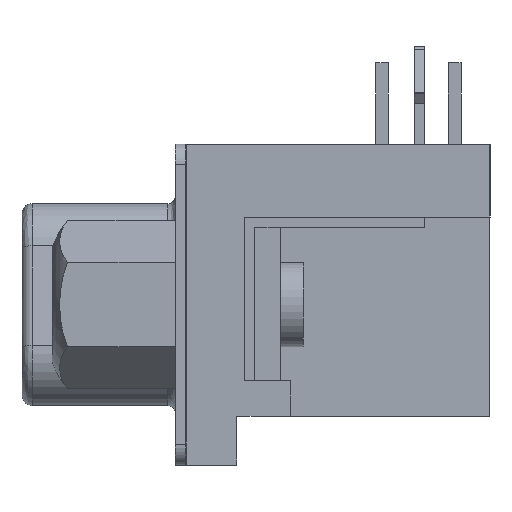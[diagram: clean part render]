
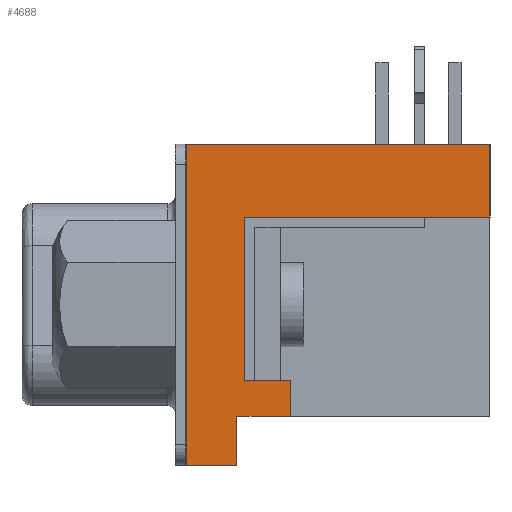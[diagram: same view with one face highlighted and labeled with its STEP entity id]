
A CAD part, left-side view. The second image highlights one B-rep face of the part: STEP entity #4688.
In plain terms, the highlighted planar face has unit normal (-1, 0, 0).
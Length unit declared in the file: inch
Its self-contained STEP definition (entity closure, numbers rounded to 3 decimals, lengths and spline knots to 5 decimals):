
#10 = EDGE_CURVE ( 'NONE', #53, #8553, #8253, .T. ) ;
#51 = VERTEX_POINT ( 'NONE', #8251 ) ;
#53 = VERTEX_POINT ( 'NONE', #8292 ) ;
#63 = EDGE_CURVE ( 'NONE', #5758, #12302, #8282, .T. ) ;
#73 = EDGE_CURVE ( 'NONE', #8553, #5704, #8325, .T. ) ;
#2810 = DIRECTION ( 'NONE',  ( 0., 0., 1. ) ) ;
#2811 = CARTESIAN_POINT ( 'NONE',  ( -0.6065, -0.4685, -0.21555 ) ) ;
#2812 = LINE ( 'NONE', #2811, #2824 ) ;
#2824 = VECTOR ( 'NONE', #2810, 39.37008 ) ;
#2851 = CARTESIAN_POINT ( 'NONE',  ( -0.6065, -0.4685, 0.13484 ) ) ;
#2885 = CARTESIAN_POINT ( 'NONE',  ( -0.6065, -0.07874, -0.17224 ) ) ;
#4217 = CARTESIAN_POINT ( 'NONE',  ( -0.6065, -0.09055, -0.11713 ) ) ;
#4686 = EDGE_LOOP ( 'NONE', ( #6798, #6795, #6790, #6808, #6805, #6482, #6484, #6491, #6486, #6507 ) ) ;
#4688 = ADVANCED_FACE ( 'NONE', ( #8426 ), #8379, .T. ) ;
#4768 = EDGE_CURVE ( 'NONE', #4776, #8529, #8611, .T. ) ;
#4776 = VERTEX_POINT ( 'NONE', #8604 ) ;
#4777 = EDGE_CURVE ( 'NONE', #12302, #4776, #8598, .T. ) ;
#5704 = VERTEX_POINT ( 'NONE', #10373 ) ;
#5727 = EDGE_CURVE ( 'NONE', #5704, #5758, #10432, .T. ) ;
#5758 = VERTEX_POINT ( 'NONE', #10525 ) ;
#6055 = EDGE_CURVE ( 'NONE', #51, #6069, #10884, .T. ) ;
#6069 = VERTEX_POINT ( 'NONE', #10928 ) ;
#6079 = EDGE_CURVE ( 'NONE', #6155, #53, #10907, .T. ) ;
#6155 = VERTEX_POINT ( 'NONE', #11068 ) ;
#6482 = ORIENTED_EDGE ( 'NONE', *, *, #6079, .T. ) ;
#6484 = ORIENTED_EDGE ( 'NONE', *, *, #10, .T. ) ;
#6486 = ORIENTED_EDGE ( 'NONE', *, *, #5727, .T. ) ;
#6491 = ORIENTED_EDGE ( 'NONE', *, *, #73, .T. ) ;
#6507 = ORIENTED_EDGE ( 'NONE', *, *, #63, .T. ) ;
#6509 = EDGE_CURVE ( 'NONE', #6155, #6069, #11649, .T. ) ;
#6790 = ORIENTED_EDGE ( 'NONE', *, *, #8505, .T. ) ;
#6795 = ORIENTED_EDGE ( 'NONE', *, *, #4768, .T. ) ;
#6798 = ORIENTED_EDGE ( 'NONE', *, *, #4777, .T. ) ;
#6805 = ORIENTED_EDGE ( 'NONE', *, *, #6509, .F. ) ;
#6808 = ORIENTED_EDGE ( 'NONE', *, *, #6055, .T. ) ;
#8241 = DIRECTION ( 'NONE',  ( 0., 0., 1. ) ) ;
#8242 = VECTOR ( 'NONE', #8241, 39.37008 ) ;
#8243 = CARTESIAN_POINT ( 'NONE',  ( -0.6065, -0.07874, -0.21555 ) ) ;
#8251 = CARTESIAN_POINT ( 'NONE',  ( -0.6065, -0.4685, 0.24705 ) ) ;
#8253 = LINE ( 'NONE', #8243, #8242 ) ;
#8279 = DIRECTION ( 'NONE',  ( 0., 1., 0. ) ) ;
#8280 = VECTOR ( 'NONE', #8279, 39.37008 ) ;
#8281 = CARTESIAN_POINT ( 'NONE',  ( -0.6065, 0., -0.11713 ) ) ;
#8282 = LINE ( 'NONE', #8281, #8280 ) ;
#8292 = CARTESIAN_POINT ( 'NONE',  ( -0.6065, -0.07874, -0.24705 ) ) ;
#8314 = DIRECTION ( 'NONE',  ( 0., -1., 0. ) ) ;
#8315 = VECTOR ( 'NONE', #8314, 39.37008 ) ;
#8324 = CARTESIAN_POINT ( 'NONE',  ( -0.6065, 0., -0.17224 ) ) ;
#8325 = LINE ( 'NONE', #8324, #8315 ) ;
#8379 = PLANE ( 'NONE',  #8406 ) ;
#8402 = DIRECTION ( 'NONE',  ( 0., 0., 1. ) ) ;
#8403 = DIRECTION ( 'NONE',  ( -1., 0., 0. ) ) ;
#8406 = AXIS2_PLACEMENT_3D ( 'NONE', #8410, #8403, #8402 ) ;
#8410 = CARTESIAN_POINT ( 'NONE',  ( -0.6065, 0., -0.21555 ) ) ;
#8426 = FACE_OUTER_BOUND ( 'NONE', #4686, .T. ) ;
#8505 = EDGE_CURVE ( 'NONE', #8529, #51, #2812, .T. ) ;
#8529 = VERTEX_POINT ( 'NONE', #2851 ) ;
#8553 = VERTEX_POINT ( 'NONE', #2885 ) ;
#8597 = CARTESIAN_POINT ( 'NONE',  ( -0.6065, -0.09055, -0.21555 ) ) ;
#8598 = LINE ( 'NONE', #8597, #8663 ) ;
#8604 = CARTESIAN_POINT ( 'NONE',  ( -0.6065, -0.09055, 0.13484 ) ) ;
#8606 = DIRECTION ( 'NONE',  ( 0., -1., 0. ) ) ;
#8607 = VECTOR ( 'NONE', #8606, 39.37008 ) ;
#8610 = CARTESIAN_POINT ( 'NONE',  ( -0.6065, 0., 0.13484 ) ) ;
#8611 = LINE ( 'NONE', #8610, #8607 ) ;
#8662 = DIRECTION ( 'NONE',  ( 0., 0., 1. ) ) ;
#8663 = VECTOR ( 'NONE', #8662, 39.37008 ) ;
#10373 = CARTESIAN_POINT ( 'NONE',  ( -0.6065, -0.16142, -0.17224 ) ) ;
#10429 = DIRECTION ( 'NONE',  ( 0., 0., 1. ) ) ;
#10430 = VECTOR ( 'NONE', #10429, 39.37008 ) ;
#10431 = CARTESIAN_POINT ( 'NONE',  ( -0.6065, -0.16142, -0.11713 ) ) ;
#10432 = LINE ( 'NONE', #10431, #10430 ) ;
#10525 = CARTESIAN_POINT ( 'NONE',  ( -0.6065, -0.16142, -0.11713 ) ) ;
#10883 = CARTESIAN_POINT ( 'NONE',  ( -0.6065, 0., 0.24705 ) ) ;
#10884 = LINE ( 'NONE', #10883, #10930 ) ;
#10906 = CARTESIAN_POINT ( 'NONE',  ( -0.6065, 0., -0.24705 ) ) ;
#10907 = LINE ( 'NONE', #10906, #10967 ) ;
#10928 = CARTESIAN_POINT ( 'NONE',  ( -0.6065, -0.00079, 0.24705 ) ) ;
#10929 = DIRECTION ( 'NONE',  ( 0., 1., 0. ) ) ;
#10930 = VECTOR ( 'NONE', #10929, 39.37008 ) ;
#10966 = DIRECTION ( 'NONE',  ( 0., -1., 0. ) ) ;
#10967 = VECTOR ( 'NONE', #10966, 39.37008 ) ;
#11068 = CARTESIAN_POINT ( 'NONE',  ( -0.6065, -0.00079, -0.24705 ) ) ;
#11649 = LINE ( 'NONE', #11691, #11690 ) ;
#11689 = DIRECTION ( 'NONE',  ( 0., 0., 1. ) ) ;
#11690 = VECTOR ( 'NONE', #11689, 39.37008 ) ;
#11691 = CARTESIAN_POINT ( 'NONE',  ( -0.6065, -0.00079, 0. ) ) ;
#12302 = VERTEX_POINT ( 'NONE', #4217 ) ;
